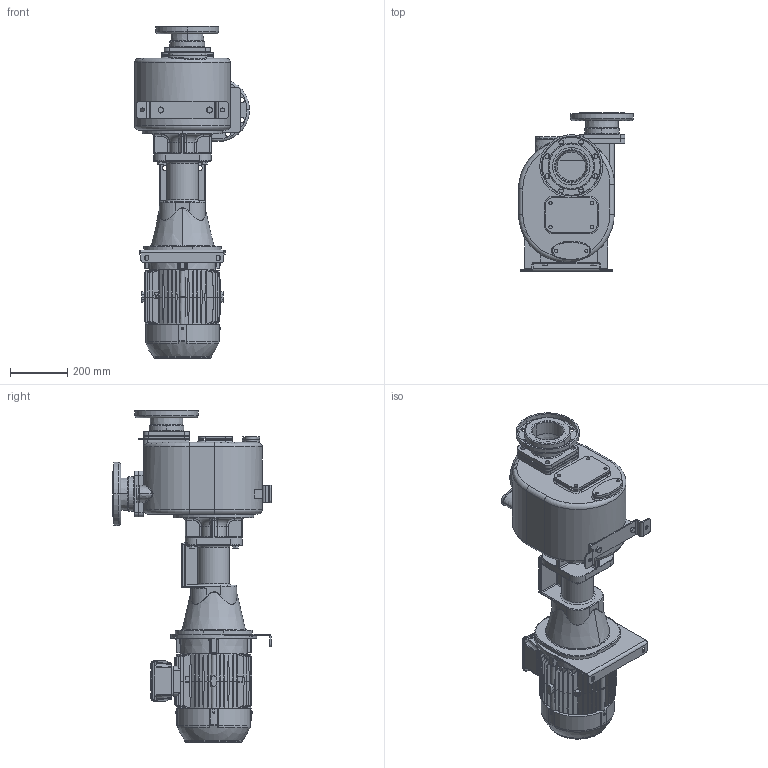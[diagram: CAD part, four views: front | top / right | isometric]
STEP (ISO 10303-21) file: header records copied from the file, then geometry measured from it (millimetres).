
FILE_DESCRIPTION((''),'2;1');
FILE_NAME('S105_K_BBT_F-0000054924_2A','2021-12-13T10:08:35',('Nicola'),(''),'CREO PARAMETRIC BY PTC INC, 2020354','CREO PARAMETRIC BY PTC INC, 2020354','');
FILE_SCHEMA(('CONFIG_CONTROL_DESIGN'));
Products named in the file (1): S105_K_BBT_F-0000054924_2A
Bounding box: 401 x 552 x 1158.2 mm (x, y, z)
Volume: 61832341.7 mm3; surface area: 2252797.1 mm2
Topology: 4 solids, 4 shells, 3061 faces, 7542 edges, 4802 vertices
Faces by surface type: plane 2132, cylinder 436, cone 222, bspline 143, torus 113, sphere 11, extrusion 4
Entity records: 110596 total; most frequent: CARTESIAN_POINT 39615, ORIENTED_EDGE 15054, DIRECTION 13691, EDGE_CURVE 7527, VECTOR 4993, LINE 4989, VERTEX_POINT 4802, AXIS2_PLACEMENT_3D 4349
